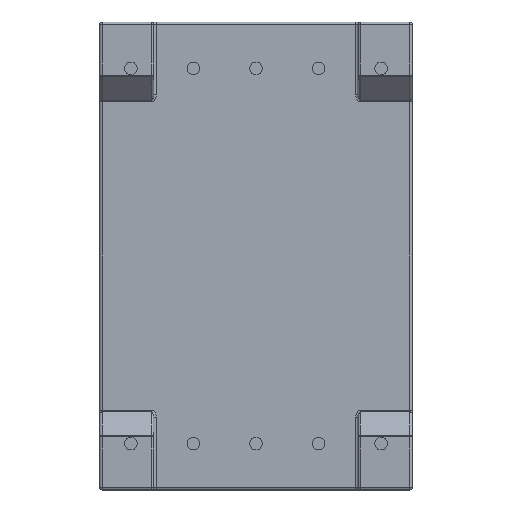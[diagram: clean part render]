
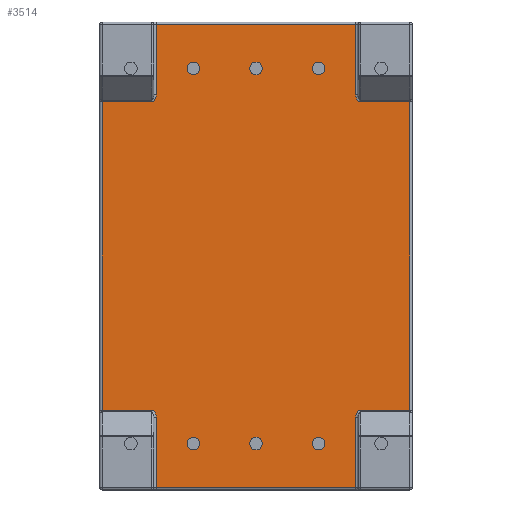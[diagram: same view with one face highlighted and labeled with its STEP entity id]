
A CAD part, front view. The second image highlights one B-rep face of the part: STEP entity #3514.
In plain terms, the highlighted planar face has unit normal (0, -1, 0).
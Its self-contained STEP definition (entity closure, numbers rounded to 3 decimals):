
#56=PLANE('',#3889);
#215=LINE('',#5284,#575);
#261=LINE('',#5564,#621);
#263=LINE('',#5567,#623);
#267=LINE('',#5573,#627);
#269=LINE('',#5576,#629);
#285=LINE('',#5600,#645);
#287=LINE('',#5603,#647);
#291=LINE('',#5609,#651);
#293=LINE('',#5612,#653);
#303=LINE('',#5627,#663);
#305=LINE('',#5630,#665);
#309=LINE('',#5636,#669);
#575=VECTOR('',#4121,10.);
#621=VECTOR('',#4423,10.);
#623=VECTOR('',#4427,10.);
#627=VECTOR('',#4435,10.);
#629=VECTOR('',#4439,10.);
#645=VECTOR('',#4471,10.);
#647=VECTOR('',#4475,10.);
#651=VECTOR('',#4483,10.);
#653=VECTOR('',#4487,10.);
#663=VECTOR('',#4507,10.);
#665=VECTOR('',#4511,10.);
#669=VECTOR('',#4519,10.);
#1118=FACE_OUTER_BOUND('',#1364,.T.);
#1364=EDGE_LOOP('',(#2861,#2862,#2863,#2864,#2865,#2866,#2867,#2868,#2869,
#2870,#2871,#2872,#2873,#2874,#2875,#2876));
#1630=ELLIPSE('',#3688,0.283,0.2);
#1633=ELLIPSE('',#3708,0.283,0.2);
#1635=ELLIPSE('',#3712,0.283,0.2);
#1636=ELLIPSE('',#3747,0.283,0.2);
#1638=VERTEX_POINT('',#5174);
#1639=VERTEX_POINT('',#5175);
#1643=VERTEX_POINT('',#5184);
#1652=VERTEX_POINT('',#5204);
#1655=VERTEX_POINT('',#5235);
#1656=VERTEX_POINT('',#5237);
#1659=VERTEX_POINT('',#5268);
#1660=VERTEX_POINT('',#5270);
#1661=VERTEX_POINT('',#5274);
#1675=VERTEX_POINT('',#5311);
#1682=VERTEX_POINT('',#5327);
#1685=VERTEX_POINT('',#5359);
#1686=VERTEX_POINT('',#5360);
#1689=VERTEX_POINT('',#5368);
#1711=VERTEX_POINT('',#5426);
#1716=VERTEX_POINT('',#5438);
#1938=EDGE_CURVE('',#1638,#1639,#1630,.T.);
#1955=EDGE_CURVE('',#1655,#1656,#1633,.T.);
#1959=EDGE_CURVE('',#1659,#1660,#1635,.T.);
#1966=EDGE_CURVE('',#1661,#1643,#215,.T.);
#1989=EDGE_CURVE('',#1685,#1686,#1636,.T.);
#2093=EDGE_CURVE('',#1689,#1716,#261,.T.);
#2095=EDGE_CURVE('',#1716,#1685,#263,.T.);
#2099=EDGE_CURVE('',#1686,#1711,#267,.T.);
#2101=EDGE_CURVE('',#1711,#1682,#269,.T.);
#2117=EDGE_CURVE('',#1660,#1689,#285,.T.);
#2119=EDGE_CURVE('',#1682,#1655,#287,.T.);
#2123=EDGE_CURVE('',#1652,#1675,#291,.T.);
#2125=EDGE_CURVE('',#1675,#1659,#293,.T.);
#2135=EDGE_CURVE('',#1656,#1661,#303,.T.);
#2137=EDGE_CURVE('',#1639,#1652,#305,.T.);
#2141=EDGE_CURVE('',#1643,#1638,#309,.T.);
#2861=ORIENTED_EDGE('',*,*,#2123,.F.);
#2862=ORIENTED_EDGE('',*,*,#2137,.F.);
#2863=ORIENTED_EDGE('',*,*,#1938,.F.);
#2864=ORIENTED_EDGE('',*,*,#2141,.F.);
#2865=ORIENTED_EDGE('',*,*,#1966,.F.);
#2866=ORIENTED_EDGE('',*,*,#2135,.F.);
#2867=ORIENTED_EDGE('',*,*,#1955,.F.);
#2868=ORIENTED_EDGE('',*,*,#2119,.F.);
#2869=ORIENTED_EDGE('',*,*,#2101,.F.);
#2870=ORIENTED_EDGE('',*,*,#2099,.F.);
#2871=ORIENTED_EDGE('',*,*,#1989,.F.);
#2872=ORIENTED_EDGE('',*,*,#2095,.F.);
#2873=ORIENTED_EDGE('',*,*,#2093,.F.);
#2874=ORIENTED_EDGE('',*,*,#2117,.F.);
#2875=ORIENTED_EDGE('',*,*,#1959,.F.);
#2876=ORIENTED_EDGE('',*,*,#2125,.F.);
#3514=ADVANCED_FACE('',(#1118),#56,.F.);
#3688=AXIS2_PLACEMENT_3D('',#5176,#4056,#4057);
#3708=AXIS2_PLACEMENT_3D('',#5238,#4096,#4097);
#3712=AXIS2_PLACEMENT_3D('',#5271,#4104,#4105);
#3747=AXIS2_PLACEMENT_3D('',#5361,#4178,#4179);
#3889=AXIS2_PLACEMENT_3D('',#5739,#4596,#4597);
#4056=DIRECTION('center_axis',(0.,-1.,0.));
#4057=DIRECTION('ref_axis',(0.,0.,1.));
#4096=DIRECTION('center_axis',(0.,-1.,0.));
#4097=DIRECTION('ref_axis',(0.,0.,-1.));
#4104=DIRECTION('center_axis',(0.,-1.,0.));
#4105=DIRECTION('ref_axis',(0.,0.,1.));
#4121=DIRECTION('',(0.,0.,-1.));
#4178=DIRECTION('center_axis',(0.,-1.,0.));
#4179=DIRECTION('ref_axis',(0.,0.,-1.));
#4423=DIRECTION('',(0.,0.,1.));
#4427=DIRECTION('',(1.,0.,0.));
#4435=DIRECTION('',(0.,0.,1.));
#4439=DIRECTION('',(1.,0.,0.));
#4471=DIRECTION('',(-1.,0.,0.));
#4475=DIRECTION('',(0.,0.,-1.));
#4483=DIRECTION('',(-1.,0.,0.));
#4487=DIRECTION('',(0.,0.,1.));
#4507=DIRECTION('',(1.,0.,0.));
#4511=DIRECTION('',(0.,0.,-1.));
#4519=DIRECTION('',(-1.,0.,0.));
#4596=DIRECTION('center_axis',(0.,1.,0.));
#4597=DIRECTION('ref_axis',(0.,0.,1.));
#5174=CARTESIAN_POINT('',(4.25,-7.,-6.259));
#5175=CARTESIAN_POINT('',(4.05,-7.,-6.541));
#5176=CARTESIAN_POINT('Origin',(4.25,-7.,-6.541));
#5184=CARTESIAN_POINT('',(6.25,-7.,-6.259));
#5204=CARTESIAN_POINT('',(4.05,-7.,-9.4));
#5235=CARTESIAN_POINT('',(4.05,-7.,6.541));
#5237=CARTESIAN_POINT('',(4.25,-7.,6.259));
#5238=CARTESIAN_POINT('Origin',(4.25,-7.,6.541));
#5268=CARTESIAN_POINT('',(-4.05,-7.,-6.541));
#5270=CARTESIAN_POINT('',(-4.25,-7.,-6.259));
#5271=CARTESIAN_POINT('Origin',(-4.25,-7.,-6.541));
#5274=CARTESIAN_POINT('',(6.25,-7.,6.259));
#5284=CARTESIAN_POINT('',(6.25,-7.,-4.75));
#5311=CARTESIAN_POINT('',(-4.05,-7.,-9.4));
#5327=CARTESIAN_POINT('',(4.05,-7.,9.4));
#5359=CARTESIAN_POINT('',(-4.25,-7.,6.259));
#5360=CARTESIAN_POINT('',(-4.05,-7.,6.541));
#5361=CARTESIAN_POINT('Origin',(-4.25,-7.,6.541));
#5368=CARTESIAN_POINT('',(-6.25,-7.,-6.259));
#5426=CARTESIAN_POINT('',(-4.05,-7.,9.4));
#5438=CARTESIAN_POINT('',(-6.25,-7.,6.259));
#5564=CARTESIAN_POINT('',(-6.25,-7.,4.75));
#5567=CARTESIAN_POINT('',(-1.587,-7.,6.259));
#5573=CARTESIAN_POINT('',(-4.05,-7.,3.65));
#5576=CARTESIAN_POINT('',(3.175,-7.,9.4));
#5600=CARTESIAN_POINT('',(-1.037,-7.,-6.259));
#5603=CARTESIAN_POINT('',(4.05,-7.,4.75));
#5609=CARTESIAN_POINT('',(-3.175,-7.,-9.4));
#5612=CARTESIAN_POINT('',(-4.05,-7.,-4.75));
#5627=CARTESIAN_POINT('',(1.038,-7.,6.259));
#5630=CARTESIAN_POINT('',(4.05,-7.,-3.65));
#5636=CARTESIAN_POINT('',(1.588,-7.,-6.259));
#5739=CARTESIAN_POINT('Origin',(0.,-7.,0.));
